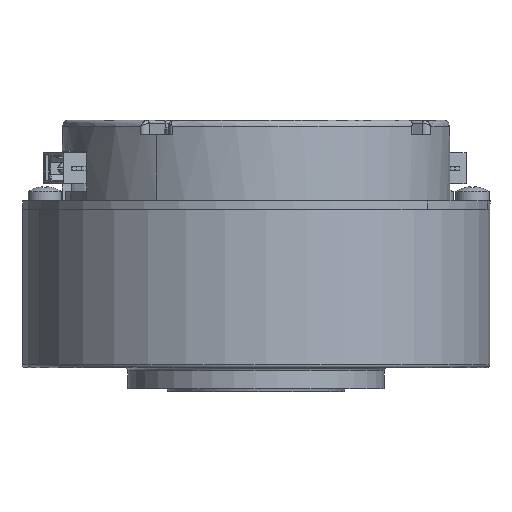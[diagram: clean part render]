
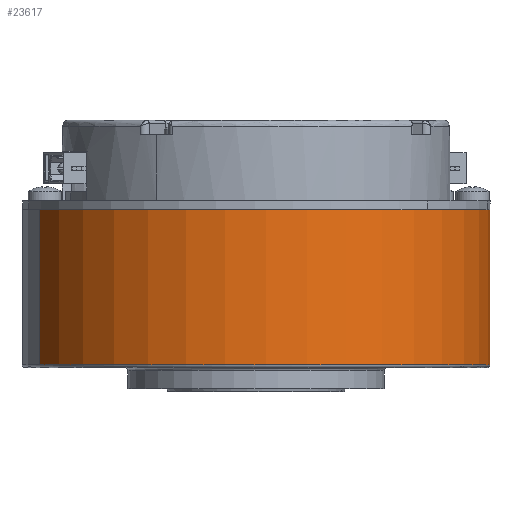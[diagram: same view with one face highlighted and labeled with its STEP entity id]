
A CAD part, front view. The second image highlights one B-rep face of the part: STEP entity #23617.
In plain terms, the highlighted cylindrical face has radius 39.25 mm (diameter 78.5 mm), a partial arc.
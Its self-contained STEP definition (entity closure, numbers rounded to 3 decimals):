
#234 = EDGE_CURVE ( 'NONE', #24573, #25946, #24921, .T. ) ;
#326 = CARTESIAN_POINT ( 'NONE',  ( 17.821, 25.143, -23. ) ) ;
#1905 = VECTOR ( 'NONE', #19247, 1000. ) ;
#2647 = ORIENTED_EDGE ( 'NONE', *, *, #43935, .F. ) ;
#4755 = EDGE_LOOP ( 'NONE', ( #2647, #38638, #12870, #30924 ) ) ;
#5838 = AXIS2_PLACEMENT_3D ( 'NONE', #29749, #40913, #43655 ) ;
#6038 = DIRECTION ( 'NONE',  ( 0., 0., 1. ) ) ;
#9470 = LINE ( 'NONE', #37321, #44271 ) ;
#10096 = AXIS2_PLACEMENT_3D ( 'NONE', #24240, #38158, #19924 ) ;
#11529 = CIRCLE ( 'NONE', #10096, 39.25 ) ;
#11990 = EDGE_CURVE ( 'NONE', #27325, #39638, #11529, .T. ) ;
#12076 = DIRECTION ( 'NONE',  ( -0.355, 0.935, 0. ) ) ;
#12148 = CARTESIAN_POINT ( 'NONE',  ( 90.346, 55.184, -23.97 ) ) ;
#12532 = CARTESIAN_POINT ( 'NONE',  ( 54.084, 40.164, -23. ) ) ;
#12870 = ORIENTED_EDGE ( 'NONE', *, *, #41643, .T. ) ;
#12874 = CYLINDRICAL_SURFACE ( 'NONE', #5838, 39.25 ) ;
#18293 = CARTESIAN_POINT ( 'NONE',  ( 90.346, 55.184, 3. ) ) ;
#19247 = DIRECTION ( 'NONE',  ( 0., 0., 1. ) ) ;
#19924 = DIRECTION ( 'NONE',  ( 0.223, 0.975, 0. ) ) ;
#23617 = ADVANCED_FACE ( 'NONE', ( #23824 ), #12874, .T. ) ;
#23618 = CARTESIAN_POINT ( 'NONE',  ( 90.346, 55.184, -23. ) ) ;
#23824 = FACE_OUTER_BOUND ( 'NONE', #4755, .T. ) ;
#24240 = CARTESIAN_POINT ( 'NONE',  ( 54.084, 40.164, 3. ) ) ;
#24573 = VERTEX_POINT ( 'NONE', #326 ) ;
#24921 = CIRCLE ( 'NONE', #36538, 39.25 ) ;
#25946 = VERTEX_POINT ( 'NONE', #23618 ) ;
#27325 = VERTEX_POINT ( 'NONE', #18293 ) ;
#29749 = CARTESIAN_POINT ( 'NONE',  ( 54.084, 40.164, -23.97 ) ) ;
#30924 = ORIENTED_EDGE ( 'NONE', *, *, #11990, .T. ) ;
#36498 = DIRECTION ( 'NONE',  ( 0., 0., 1. ) ) ;
#36538 = AXIS2_PLACEMENT_3D ( 'NONE', #12532, #36498, #12076 ) ;
#36568 = LINE ( 'NONE', #12148, #1905 ) ;
#37321 = CARTESIAN_POINT ( 'NONE',  ( 17.821, 25.143, -23.97 ) ) ;
#38158 = DIRECTION ( 'NONE',  ( 0., 0., -1. ) ) ;
#38638 = ORIENTED_EDGE ( 'NONE', *, *, #234, .T. ) ;
#39638 = VERTEX_POINT ( 'NONE', #42861 ) ;
#40913 = DIRECTION ( 'NONE',  ( 0., 0., 1. ) ) ;
#41643 = EDGE_CURVE ( 'NONE', #25946, #27325, #36568, .T. ) ;
#42861 = CARTESIAN_POINT ( 'NONE',  ( 17.821, 25.143, 3. ) ) ;
#43655 = DIRECTION ( 'NONE',  ( 0.924, 0.383, 0. ) ) ;
#43935 = EDGE_CURVE ( 'NONE', #24573, #39638, #9470, .T. ) ;
#44271 = VECTOR ( 'NONE', #6038, 1000. ) ;
